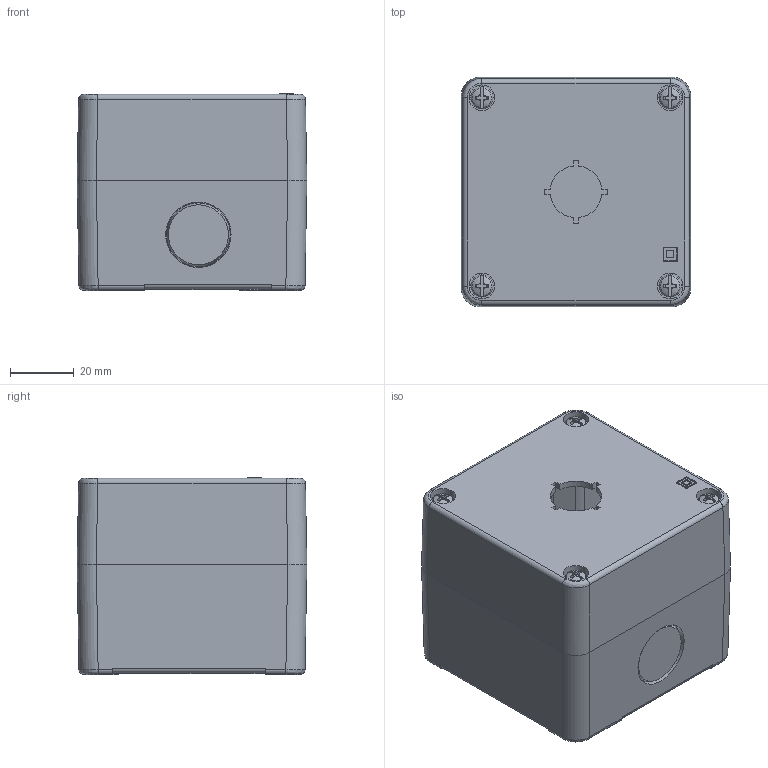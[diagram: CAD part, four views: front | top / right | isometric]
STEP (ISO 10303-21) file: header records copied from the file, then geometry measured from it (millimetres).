
FILE_DESCRIPTION(/* description */ (''),/* implementation_level */ '2;1');
FILE_NAME(/* name */ 'SIL16-1.stp',/* time_stamp */ '2019-12-04T07:09:20+01:00',/* author */ ('thagel'),/* organization */ (''),/* preprocessor_version */ 'ST-DEVELOPER v17.2',/* originating_system */ 'Autodesk Inventor 2019',/* authorisation */ '');
FILE_SCHEMA (('AUTOMOTIVE_DESIGN { 1 0 10303 214 3 1 1 }'));
Products named in the file (1): SIL16_1
Bounding box: 72 x 72 x 61.8 mm (x, y, z)
Volume: 80787.9 mm3; surface area: 72761.4 mm2
Topology: 1 solids, 1 shells, 2194 faces, 5992 edges, 3902 vertices
Faces by surface type: plane 1151, cylinder 671, bspline 231, torus 84, cone 49, sphere 8
Full cylindrical faces by diameter (mm): 0.159 x1, 0.162 x1, 2.8 x4, 3.2 x20, 3.5 x4, 4 x4, 5 x8, 5.891 x1, 7 x4, 7.2 x2, 7.225 x1, 7.6 x4, 8 x4, 16.2 x1, 20.5 x2
Entity records: 78773 total; most frequent: CARTESIAN_POINT 23344, ORIENTED_EDGE 12004, DIRECTION 11002, EDGE_CURVE 6002, VERTEX_POINT 3902, LINE 3798, VECTOR 3798, AXIS2_PLACEMENT_3D 3602
